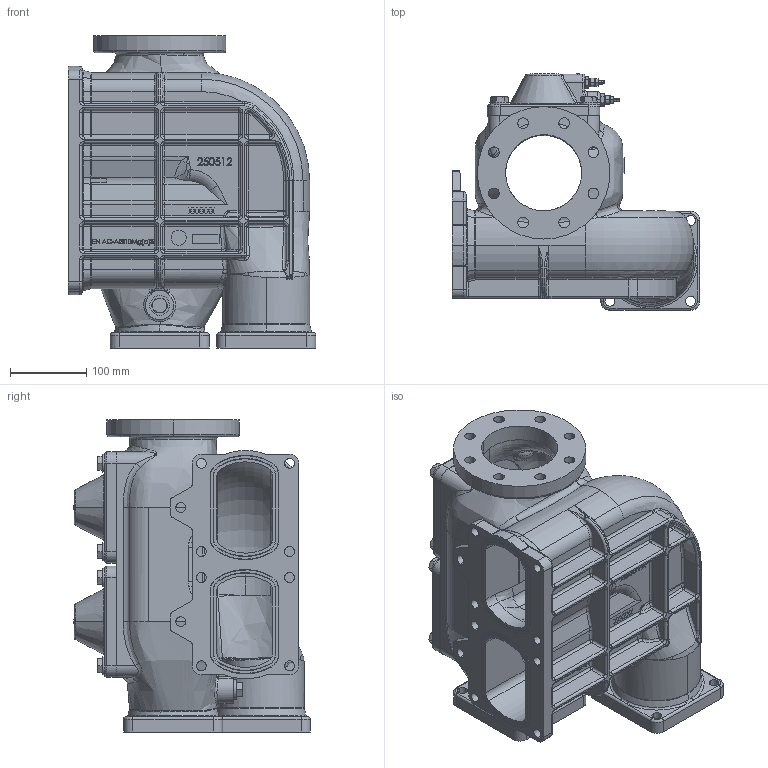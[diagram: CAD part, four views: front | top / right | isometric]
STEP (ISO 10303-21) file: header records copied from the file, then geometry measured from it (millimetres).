
FILE_DESCRIPTION (( 'STEP AP214' ), '1' );
FILE_NAME ('VZK2EN100.STEP', '2012-07-25T11:58:38', ( 'Admin2' ), ( '' ), 'SwSTEP 2.0', 'SolidWorks 2010', '' );
FILE_SCHEMA (( 'AUTOMOTIVE_DESIGN' ));
Length unit declared in the file: millimetre
Products named in the file (1): VZK2EN100
Bounding box: 325 x 310.5 x 410 mm (x, y, z)
Surface area: 918609.3 mm2 (no closed solid volume)
Topology: 0 solids, 62 shells, 1868 faces, 6565 edges, 4544 vertices
Faces by surface type: plane 650, cylinder 513, bspline 345, torus 171, cone 133, sphere 56
Entity records: 184094 total; most frequent: CARTESIAN_POINT 111890, ORIENTED_EDGE 10359, DIRECTION 9530, EDGE_CURVE 6513, VERTEX_POINT 4541, AXIS2_PLACEMENT_3D 3217, VECTOR 3096, LINE 3096
